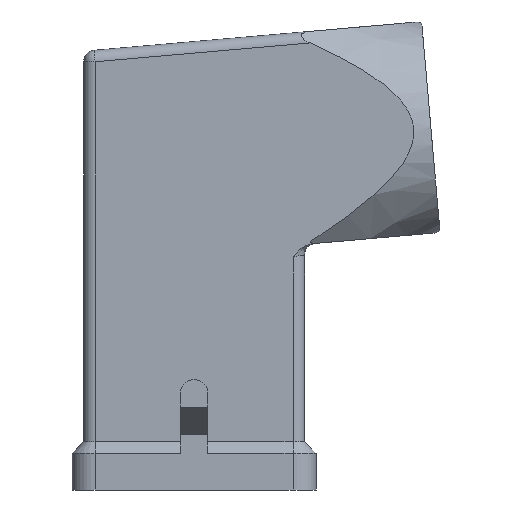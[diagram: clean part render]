
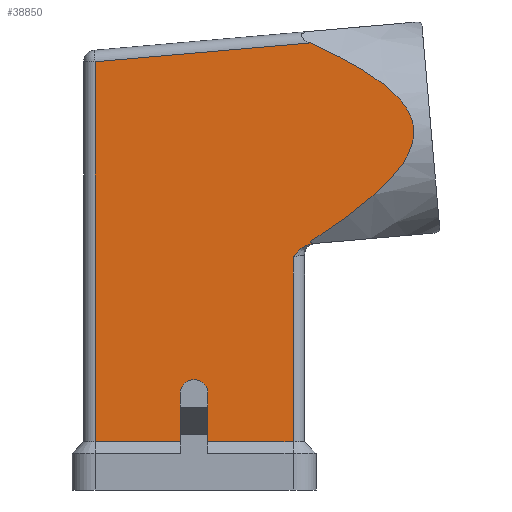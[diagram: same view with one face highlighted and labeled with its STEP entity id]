
A CAD part, front view. The second image highlights one B-rep face of the part: STEP entity #38850.
In plain terms, the highlighted planar face has unit normal (0, -1, 0).
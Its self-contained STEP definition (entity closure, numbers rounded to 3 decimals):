
#1620=CARTESIAN_POINT('',(12.611,-12.,48.568));
#1630=VERTEX_POINT('',#1620);
#1660=CARTESIAN_POINT('',(-10.75,-12.,46.525));
#1670=DIRECTION('',(0.996,0.,0.087));
#1680=VECTOR('',#1670,23.45);
#1690=LINE('',#1660,#1680);
#1700=CARTESIAN_POINT('',(-10.75,-12.,46.525));
#1710=VERTEX_POINT('',#1700);
#1720=EDGE_CURVE('',#1710,#1630,#1690,.T.);
#2490=CARTESIAN_POINT('',(12.694,-12.,27.013));
#2500=VERTEX_POINT('',#2490);
#2530=CARTESIAN_POINT('',(12.694,-12.,27.013));
#2540=CARTESIAN_POINT('',(24.268,-12.,34.542));
#2550=CARTESIAN_POINT('',(23.855,-12.,39.263));
#2560=(BOUNDED_CURVE() B_SPLINE_CURVE(2,(#2530,#2540,#2550),
.UNSPECIFIED.,.F.,.F.) B_SPLINE_CURVE_WITH_KNOTS((3,3),(
0.165,1.969),.UNSPECIFIED.) CURVE() 
GEOMETRIC_REPRESENTATION_ITEM() RATIONAL_B_SPLINE_CURVE((
1.037,1.228,1.228)) REPRESENTATION_ITEM
(''));
#2570=CARTESIAN_POINT('',(23.855,-12.,39.263));
#2580=VERTEX_POINT('',#2570);
#2590=EDGE_CURVE('',#2500,#2580,#2560,.T.);
#2610=CARTESIAN_POINT('',(23.855,-12.,39.263));
#2620=CARTESIAN_POINT('',(23.469,-12.,43.674));
#2630=CARTESIAN_POINT('',(12.611,-12.,48.568));
#2640=(BOUNDED_CURVE() B_SPLINE_CURVE(2,(#2610,#2620,#2630),
.UNSPECIFIED.,.F.,.F.) B_SPLINE_CURVE_WITH_KNOTS((3,3),(1.969
,3.654),.UNSPECIFIED.) CURVE() GEOMETRIC_REPRESENTATION_ITEM(
) RATIONAL_B_SPLINE_CURVE((1.228,1.228,
1.061)) REPRESENTATION_ITEM(''));
#2650=EDGE_CURVE('',#2580,#1630,#2640,.T.);
#26940=CARTESIAN_POINT('',(1.5,-12.,9.5));
#26950=VERTEX_POINT('',#26940);
#27110=CARTESIAN_POINT('',(-1.5,-12.,9.5));
#27120=VERTEX_POINT('',#27110);
#27150=CARTESIAN_POINT('',(0.,-12.,9.5));
#27160=DIRECTION('',(0.,1.,0.));
#27170=DIRECTION('',(1.,0.,0.));
#27180=AXIS2_PLACEMENT_3D('',#27150,#27160,#27170);
#27190=CIRCLE('',#27180,1.5);
#27200=EDGE_CURVE('',#27120,#26950,#27190,.T.);
#27300=CARTESIAN_POINT('',(1.5,-12.,9.5));
#27310=DIRECTION('',(0.,0.,-1.));
#27320=VECTOR('',#27310,4.25);
#27330=LINE('',#27300,#27320);
#27340=CARTESIAN_POINT('',(1.5,-12.,5.25));
#27350=VERTEX_POINT('',#27340);
#27360=EDGE_CURVE('',#26950,#27350,#27330,.T.);
#28480=CARTESIAN_POINT('',(-1.5,-12.,5.25));
#28490=VERTEX_POINT('',#28480);
#28520=CARTESIAN_POINT('',(-1.5,-12.,5.25));
#28530=DIRECTION('',(0.,0.,1.));
#28540=VECTOR('',#28530,4.25);
#28550=LINE('',#28520,#28540);
#28560=EDGE_CURVE('',#28490,#27120,#28550,.T.);
#28960=CARTESIAN_POINT('',(-10.75,-12.,5.25));
#28970=VERTEX_POINT('',#28960);
#29000=CARTESIAN_POINT('',(-1.5,-12.,5.25));
#29010=DIRECTION('',(-1.,0.,0.));
#29020=VECTOR('',#29010,9.25);
#29030=LINE('',#29000,#29020);
#29040=EDGE_CURVE('',#28490,#28970,#29030,.T.);
#29150=CARTESIAN_POINT('',(10.75,-12.,5.25));
#29160=DIRECTION('',(-1.,0.,0.));
#29170=VECTOR('',#29160,9.25);
#29180=LINE('',#29150,#29170);
#29190=CARTESIAN_POINT('',(10.75,-12.,5.25));
#29200=VERTEX_POINT('',#29190);
#29210=EDGE_CURVE('',#29200,#27350,#29180,.T.);
#38300=CARTESIAN_POINT('',(-10.75,-12.,5.25));
#38310=DIRECTION('',(0.,0.,1.));
#38320=VECTOR('',#38310,41.275);
#38330=LINE('',#38300,#38320);
#38340=EDGE_CURVE('',#28970,#1710,#38330,.T.);
#38400=CARTESIAN_POINT('',(10.75,-12.,0.));
#38410=DIRECTION('',(0.,-1.,0.));
#38420=DIRECTION('',(0.,0.,-1.));
#38430=AXIS2_PLACEMENT_3D('',#38400,#38410,#38420);
#38440=PLANE('',#38430);
#38450=ORIENTED_EDGE('',*,*,#28560,.T.);
#38460=ORIENTED_EDGE('',*,*,#29040,.F.);
#38470=ORIENTED_EDGE('',*,*,#38340,.F.);
#38480=ORIENTED_EDGE('',*,*,#1720,.F.);
#38490=ORIENTED_EDGE('',*,*,#2650,.T.);
#38500=ORIENTED_EDGE('',*,*,#2590,.T.);
#38510=CARTESIAN_POINT('',(12.718,-12.,26.742));
#38520=DIRECTION('',(-0.087,0.,0.996));
#38530=VECTOR('',#38520,0.272);
#38540=LINE('',#38510,#38530);
#38550=CARTESIAN_POINT('',(12.718,-12.,26.742));
#38560=VERTEX_POINT('',#38550);
#38570=EDGE_CURVE('',#38560,#2500,#38540,.T.);
#38580=ORIENTED_EDGE('',*,*,#38570,.T.);
#38590=CARTESIAN_POINT('',(12.718,-12.,26.742));
#38600=CARTESIAN_POINT('',(12.544,-12.,26.718));
#38610=CARTESIAN_POINT('',(12.355,-12.,26.664));
#38620=CARTESIAN_POINT('',(11.872,-12.,26.435));
#38630=CARTESIAN_POINT('',(11.631,-12.,26.246));
#38640=CARTESIAN_POINT('',(11.187,-12.,25.834));
#38650=CARTESIAN_POINT('',(10.97,-12.,25.578));
#38660=CARTESIAN_POINT('',(10.753,-12.,25.322));
#38670=CARTESIAN_POINT('',(10.752,-12.,25.32));
#38680=CARTESIAN_POINT('',(10.75,-12.,25.318));
#38690=B_SPLINE_CURVE_WITH_KNOTS('',3,(#38590,#38600,#38610,#38620,
#38630,#38640,#38650,#38660,#38670,#38680),.UNSPECIFIED.,.F.,.F.,(4,2,2,
2,4),(0.009,0.06,0.132,
0.22,0.221),.UNSPECIFIED.);
#38700=CARTESIAN_POINT('',(10.75,-12.,25.318));
#38710=VERTEX_POINT('',#38700);
#38720=EDGE_CURVE('',#38560,#38710,#38690,.T.);
#38730=ORIENTED_EDGE('',*,*,#38720,.F.);
#38740=CARTESIAN_POINT('',(10.75,-12.,5.25));
#38750=DIRECTION('',(0.,0.,1.));
#38760=VECTOR('',#38750,20.068);
#38770=LINE('',#38740,#38760);
#38780=EDGE_CURVE('',#29200,#38710,#38770,.T.);
#38790=ORIENTED_EDGE('',*,*,#38780,.T.);
#38800=ORIENTED_EDGE('',*,*,#29210,.F.);
#38810=ORIENTED_EDGE('',*,*,#27360,.T.);
#38820=ORIENTED_EDGE('',*,*,#27200,.T.);
#38830=EDGE_LOOP('',(#38820,#38810,#38800,#38790,#38730,#38580,#38500,
#38490,#38480,#38470,#38460,#38450));
#38840=FACE_OUTER_BOUND('',#38830,.T.);
#38850=ADVANCED_FACE('',(#38840),#38440,.T.);
